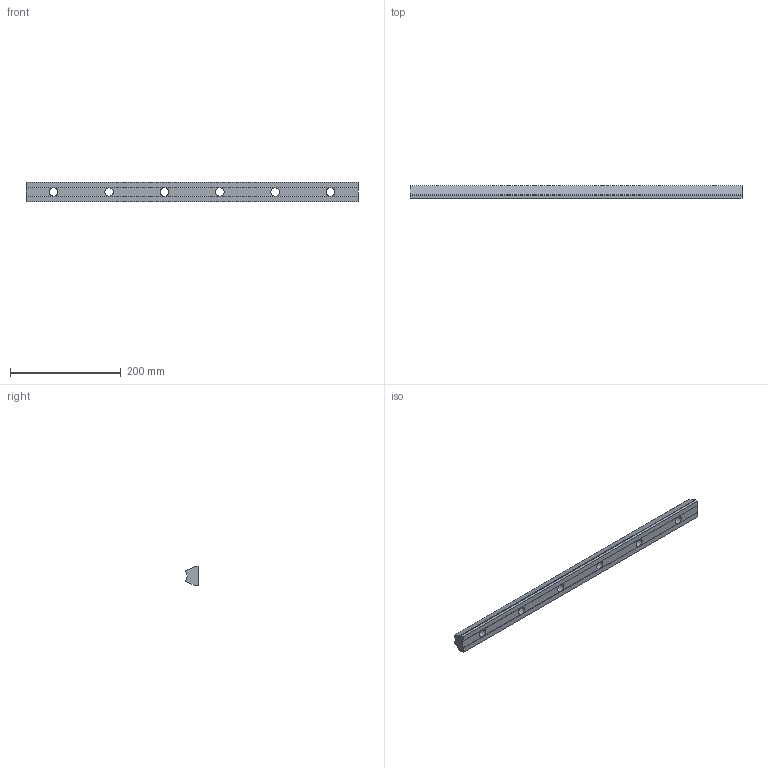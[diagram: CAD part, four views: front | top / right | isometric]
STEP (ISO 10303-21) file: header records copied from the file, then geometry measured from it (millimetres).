
FILE_DESCRIPTION( ( '' ), '1' );
FILE_NAME( 'wun_50_2_03.stp', '2008-04-10T04:41:06', ( '' ), ( '' ), ' ', ' ', ' ' );
FILE_SCHEMA( ( 'CONFIG_CONTROL_DESIGN' ) );
Length unit declared in the file: millimetre
Products named in the file (1): 1
Bounding box: 599.5 x 22.88 x 35 mm (x, y, z)
Volume: 352504.5 mm3; surface area: 68363.2 mm2
Topology: 1 solids, 1 shells, 33 faces, 105 edges, 62 vertices
Faces by surface type: plane 21, cylinder 12
Entity records: 1211 total; most frequent: ORIENTED_EDGE 210, DIRECTION 209, CARTESIAN_POINT 201, EDGE_CURVE 105, AXIS2_PLACEMENT_3D 70, LINE 69, VECTOR 69, VERTEX_POINT 62
